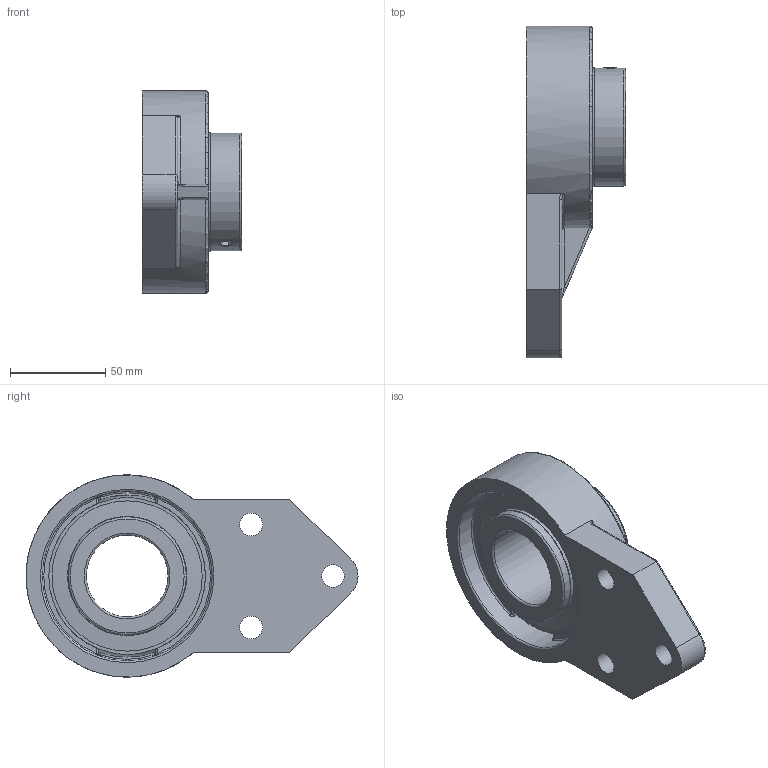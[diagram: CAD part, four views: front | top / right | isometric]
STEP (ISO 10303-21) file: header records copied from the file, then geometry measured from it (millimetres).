
FILE_DESCRIPTION(/* description */ ('Alibre Inc.'),/* implementation_level */ '2;1');
FILE_NAME(/* name */ 'export-2EC2A1AB-72AD-4683-B68C-8B745132637F',/* time_stamp */ '2020-05-29T10:43:47-07:00',/* author */ (''),/* organization */ (''),/* preprocessor_version */ 'ST-DEVELOPER v17',/* originating_system */ 'Alibre',/* authorisation */ '');
FILE_SCHEMA (('CONFIG_CONTROL_DESIGN'));
Length unit declared in the file: inch
Bounding box: 52 x 174 x 105.93 mm (x, y, z)
Volume: 281281.8 mm3; surface area: 87595.6 mm2
Topology: 16 solids, 16 shells, 138 faces, 336 edges, 205 vertices
Faces by surface type: cylinder 46, plane 45, sphere 16, torus 15, bspline 10, cone 6
Full cylindrical faces by diameter (mm): 6.782 x4, 12 x3, 42.863 x1, 61.722 x4, 62.484 x2, 76.652 x2, 78.74 x2, 89.104 x1, 95.22 x1
Entity records: 5402 total; most frequent: CARTESIAN_POINT 2135, DIRECTION 497, ORIENTED_EDGE 458, AXIS2_PLACEMENT_3D 235, EDGE_CURVE 229, FACE_BOUND 183, EDGE_LOOP 174, VERTEX_POINT 168
